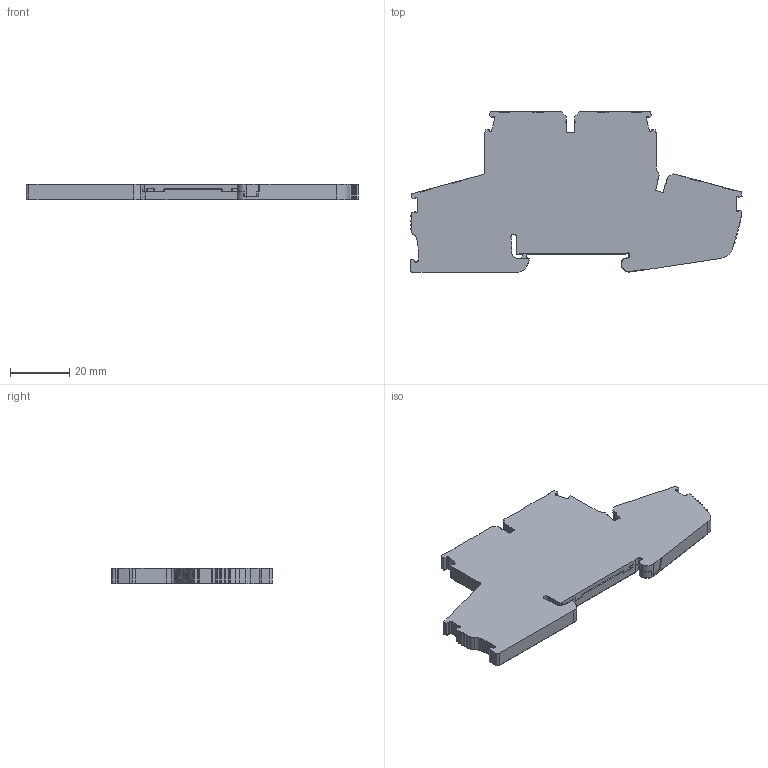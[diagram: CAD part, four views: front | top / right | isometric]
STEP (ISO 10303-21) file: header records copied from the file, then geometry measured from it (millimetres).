
FILE_DESCRIPTION (( 'STEP AP203' ), '1' );
FILE_NAME ('KN-PD25-2-2GND-25.step', '2025-04-29T14:19:56', ( '' ), ( '' ), 'SwSTEP 2.0', 'SolidWorks 2024', '' );
FILE_SCHEMA (( 'CONFIG_CONTROL_DESIGN' ));
Length unit declared in the file: inch
Products named in the file (1): KN-PD25-2-2GND-25
Bounding box: 112.32 x 54.37 x 5.15 mm (x, y, z)
Volume: 22164.1 mm3; surface area: 10761.6 mm2
Topology: 1 solids, 1 shells, 1151 faces, 3325 edges, 2163 vertices
Faces by surface type: plane 562, cylinder 451, bspline 112, cone 26
Entity records: 39146 total; most frequent: CARTESIAN_POINT 9062, ORIENTED_EDGE 6586, DIRECTION 6107, EDGE_CURVE 3293, VERTEX_POINT 2163, AXIS2_PLACEMENT_3D 2062, VECTOR 1983, LINE 1983
